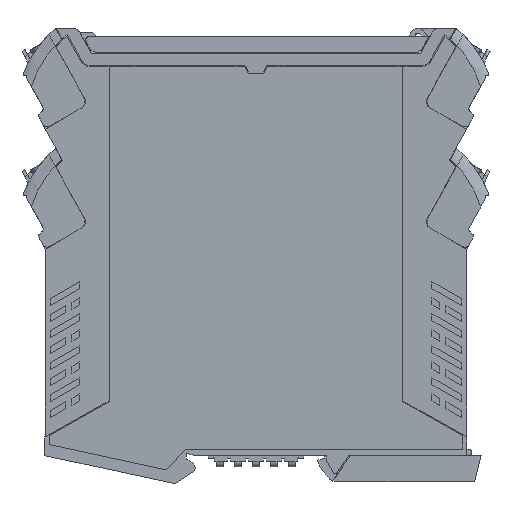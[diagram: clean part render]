
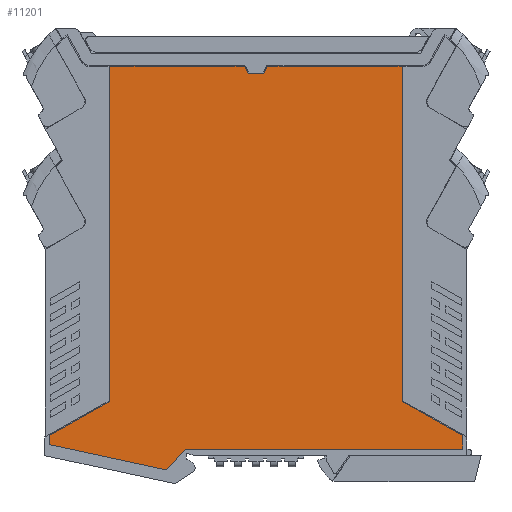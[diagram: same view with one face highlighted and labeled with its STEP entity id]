
A CAD part, left-side view. The second image highlights one B-rep face of the part: STEP entity #11201.
In plain terms, the highlighted planar face has unit normal (-1, 0, 0).
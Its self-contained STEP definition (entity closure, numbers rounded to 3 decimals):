
#1918=AXIS2_PLACEMENT_3D('Plane Axis2P3D',#1915,#1916,#1917) ;
#1915=CARTESIAN_POINT('Axis2P3D Location',(0.,111.401,8.535)) ;
#5755=CARTESIAN_POINT('Vertex',(0.,95.239,20.571)) ;
#5758=CARTESIAN_POINT('Line Origine',(0.,95.239,62.547)) ;
#5762=CARTESIAN_POINT('Vertex',(0.,95.239,104.524)) ;
#5777=CARTESIAN_POINT('Line Origine',(0.,63.22,104.524)) ;
#5781=CARTESIAN_POINT('Vertex',(0.,61.47,104.524)) ;
#5783=CARTESIAN_POINT('Vertex',(0.,64.97,104.524)) ;
#5791=CARTESIAN_POINT('Line Origine',(0.,80.104,104.524)) ;
#5809=CARTESIAN_POINT('Line Origine',(0.,61.027,103.574)) ;
#5813=CARTESIAN_POINT('Vertex',(0.,60.584,102.624)) ;
#5837=CARTESIAN_POINT('Vertex',(0.,56.694,102.624)) ;
#5840=CARTESIAN_POINT('Line Origine',(0.,58.639,102.624)) ;
#5857=CARTESIAN_POINT('Line Origine',(0.,56.251,103.574)) ;
#5861=CARTESIAN_POINT('Vertex',(0.,55.808,104.524)) ;
#5876=CARTESIAN_POINT('Line Origine',(0.,54.058,104.524)) ;
#5880=CARTESIAN_POINT('Vertex',(0.,52.308,104.524)) ;
#5883=CARTESIAN_POINT('Line Origine',(0.,37.173,104.524)) ;
#5887=CARTESIAN_POINT('Vertex',(0.,22.039,104.524)) ;
#5908=CARTESIAN_POINT('Line Origine',(0.,22.039,62.547)) ;
#5912=CARTESIAN_POINT('Vertex',(0.,22.039,20.571)) ;
#5932=CARTESIAN_POINT('Line Origine',(0.,14.423,16.305)) ;
#5936=CARTESIAN_POINT('Vertex',(0.,6.807,12.04)) ;
#5956=CARTESIAN_POINT('Line Origine',(0.,6.807,10.332)) ;
#5960=CARTESIAN_POINT('Vertex',(0.,6.807,8.624)) ;
#5980=CARTESIAN_POINT('Line Origine',(0.,41.586,8.624)) ;
#5984=CARTESIAN_POINT('Vertex',(0.,76.366,8.624)) ;
#6004=CARTESIAN_POINT('Line Origine',(0.,78.881,5.745)) ;
#6008=CARTESIAN_POINT('Vertex',(0.,80.918,3.413)) ;
#6010=CARTESIAN_POINT('Vertex',(0.,76.844,8.077)) ;
#6018=CARTESIAN_POINT('Line Origine',(0.,76.602,8.353)) ;
#6022=CARTESIAN_POINT('Vertex',(0.,76.839,8.082)) ;
#6025=CARTESIAN_POINT('Line Origine',(0.,76.841,8.079)) ;
#6046=CARTESIAN_POINT('Line Origine',(0.,95.695,6.592)) ;
#6050=CARTESIAN_POINT('Vertex',(0.,110.471,9.771)) ;
#6070=CARTESIAN_POINT('Line Origine',(0.,110.471,10.906)) ;
#6074=CARTESIAN_POINT('Vertex',(0.,110.471,12.04)) ;
#6094=CARTESIAN_POINT('Line Origine',(0.,102.855,16.305)) ;
#1916=DIRECTION('Axis2P3D Direction',(-1.,0.,0.)) ;
#1917=DIRECTION('Axis2P3D XDirection',(0.,-1.,0.)) ;
#5759=DIRECTION('Vector Direction',(0.,0.,-1.)) ;
#5778=DIRECTION('Vector Direction',(0.,1.,0.)) ;
#5792=DIRECTION('Vector Direction',(0.,1.,0.)) ;
#5810=DIRECTION('Vector Direction',(0.,0.423,0.906)) ;
#5841=DIRECTION('Vector Direction',(0.,1.,0.)) ;
#5858=DIRECTION('Vector Direction',(0.,-0.423,0.906)) ;
#5877=DIRECTION('Vector Direction',(0.,1.,0.)) ;
#5884=DIRECTION('Vector Direction',(0.,1.,0.)) ;
#5909=DIRECTION('Vector Direction',(0.,0.,1.)) ;
#5933=DIRECTION('Vector Direction',(0.,0.872,0.489)) ;
#5957=DIRECTION('Vector Direction',(0.,0.,1.)) ;
#5981=DIRECTION('Vector Direction',(0.,-1.,0.)) ;
#6005=DIRECTION('Vector Direction',(0.,-0.658,0.753)) ;
#6019=DIRECTION('Vector Direction',(0.,-0.658,0.753)) ;
#6026=DIRECTION('Vector Direction',(0.,-0.658,0.753)) ;
#6047=DIRECTION('Vector Direction',(0.,-0.978,-0.21)) ;
#6071=DIRECTION('Vector Direction',(0.,0.,-1.)) ;
#6095=DIRECTION('Vector Direction',(0.,0.872,-0.489)) ;
#5760=VECTOR('Line Direction',#5759,1.) ;
#5779=VECTOR('Line Direction',#5778,1.) ;
#5793=VECTOR('Line Direction',#5792,1.) ;
#5811=VECTOR('Line Direction',#5810,1.) ;
#5842=VECTOR('Line Direction',#5841,1.) ;
#5859=VECTOR('Line Direction',#5858,1.) ;
#5878=VECTOR('Line Direction',#5877,1.) ;
#5885=VECTOR('Line Direction',#5884,1.) ;
#5910=VECTOR('Line Direction',#5909,1.) ;
#5934=VECTOR('Line Direction',#5933,1.) ;
#5958=VECTOR('Line Direction',#5957,1.) ;
#5982=VECTOR('Line Direction',#5981,1.) ;
#6006=VECTOR('Line Direction',#6005,1.) ;
#6020=VECTOR('Line Direction',#6019,1.) ;
#6027=VECTOR('Line Direction',#6026,1.) ;
#6048=VECTOR('Line Direction',#6047,1.) ;
#6072=VECTOR('Line Direction',#6071,1.) ;
#6096=VECTOR('Line Direction',#6095,1.) ;
#11182=ORIENTED_EDGE('',*,*,#6012,.T.) ;
#11183=ORIENTED_EDGE('',*,*,#6029,.T.) ;
#11184=ORIENTED_EDGE('',*,*,#6024,.T.) ;
#11185=ORIENTED_EDGE('',*,*,#5986,.T.) ;
#11186=ORIENTED_EDGE('',*,*,#5962,.T.) ;
#11187=ORIENTED_EDGE('',*,*,#5938,.T.) ;
#11188=ORIENTED_EDGE('',*,*,#5914,.T.) ;
#11189=ORIENTED_EDGE('',*,*,#5889,.T.) ;
#11190=ORIENTED_EDGE('',*,*,#5882,.T.) ;
#11191=ORIENTED_EDGE('',*,*,#5863,.T.) ;
#11192=ORIENTED_EDGE('',*,*,#5844,.T.) ;
#11193=ORIENTED_EDGE('',*,*,#5815,.T.) ;
#11194=ORIENTED_EDGE('',*,*,#5785,.T.) ;
#11195=ORIENTED_EDGE('',*,*,#5795,.T.) ;
#11196=ORIENTED_EDGE('',*,*,#5764,.T.) ;
#11197=ORIENTED_EDGE('',*,*,#6098,.T.) ;
#11198=ORIENTED_EDGE('',*,*,#6076,.T.) ;
#11199=ORIENTED_EDGE('',*,*,#6052,.T.) ;
#11201=ADVANCED_FACE('GEHAEUSE',(#11200),#1919,.T.) ;
#5764=EDGE_CURVE('',#5763,#5756,#5761,.T.) ;
#5785=EDGE_CURVE('',#5782,#5784,#5780,.T.) ;
#5795=EDGE_CURVE('',#5784,#5763,#5794,.T.) ;
#5815=EDGE_CURVE('',#5814,#5782,#5812,.T.) ;
#5844=EDGE_CURVE('',#5838,#5814,#5843,.T.) ;
#5863=EDGE_CURVE('',#5862,#5838,#5860,.F.) ;
#5882=EDGE_CURVE('',#5881,#5862,#5879,.T.) ;
#5889=EDGE_CURVE('',#5888,#5881,#5886,.T.) ;
#5914=EDGE_CURVE('',#5913,#5888,#5911,.T.) ;
#5938=EDGE_CURVE('',#5937,#5913,#5935,.T.) ;
#5962=EDGE_CURVE('',#5961,#5937,#5959,.T.) ;
#5986=EDGE_CURVE('',#5985,#5961,#5983,.T.) ;
#6012=EDGE_CURVE('',#6009,#6011,#6007,.T.) ;
#6024=EDGE_CURVE('',#6023,#5985,#6021,.T.) ;
#6029=EDGE_CURVE('',#6011,#6023,#6028,.T.) ;
#6052=EDGE_CURVE('',#6051,#6009,#6049,.T.) ;
#6076=EDGE_CURVE('',#6075,#6051,#6073,.T.) ;
#6098=EDGE_CURVE('',#5756,#6075,#6097,.T.) ;
#11181=EDGE_LOOP('',(#11182,#11183,#11184,#11185,#11186,#11187,#11188,#11189,#11190,#11191,#11192,#11193,#11194,#11195,#11196,#11197,#11198,#11199)) ;
#11200=FACE_OUTER_BOUND('',#11181,.T.) ;
#5761=LINE('Line',#5758,#5760) ;
#5780=LINE('Line',#5777,#5779) ;
#5794=LINE('Line',#5791,#5793) ;
#5812=LINE('Line',#5809,#5811) ;
#5843=LINE('Line',#5840,#5842) ;
#5860=LINE('Line',#5857,#5859) ;
#5879=LINE('Line',#5876,#5878) ;
#5886=LINE('Line',#5883,#5885) ;
#5911=LINE('Line',#5908,#5910) ;
#5935=LINE('Line',#5932,#5934) ;
#5959=LINE('Line',#5956,#5958) ;
#5983=LINE('Line',#5980,#5982) ;
#6007=LINE('Line',#6004,#6006) ;
#6021=LINE('Line',#6018,#6020) ;
#6028=LINE('Line',#6025,#6027) ;
#6049=LINE('Line',#6046,#6048) ;
#6073=LINE('Line',#6070,#6072) ;
#6097=LINE('Line',#6094,#6096) ;
#1919=PLANE('',#1918) ;
#5756=VERTEX_POINT('',#5755) ;
#5763=VERTEX_POINT('',#5762) ;
#5782=VERTEX_POINT('',#5781) ;
#5784=VERTEX_POINT('',#5783) ;
#5814=VERTEX_POINT('',#5813) ;
#5838=VERTEX_POINT('',#5837) ;
#5862=VERTEX_POINT('',#5861) ;
#5881=VERTEX_POINT('',#5880) ;
#5888=VERTEX_POINT('',#5887) ;
#5913=VERTEX_POINT('',#5912) ;
#5937=VERTEX_POINT('',#5936) ;
#5961=VERTEX_POINT('',#5960) ;
#5985=VERTEX_POINT('',#5984) ;
#6009=VERTEX_POINT('',#6008) ;
#6011=VERTEX_POINT('',#6010) ;
#6023=VERTEX_POINT('',#6022) ;
#6051=VERTEX_POINT('',#6050) ;
#6075=VERTEX_POINT('',#6074) ;
